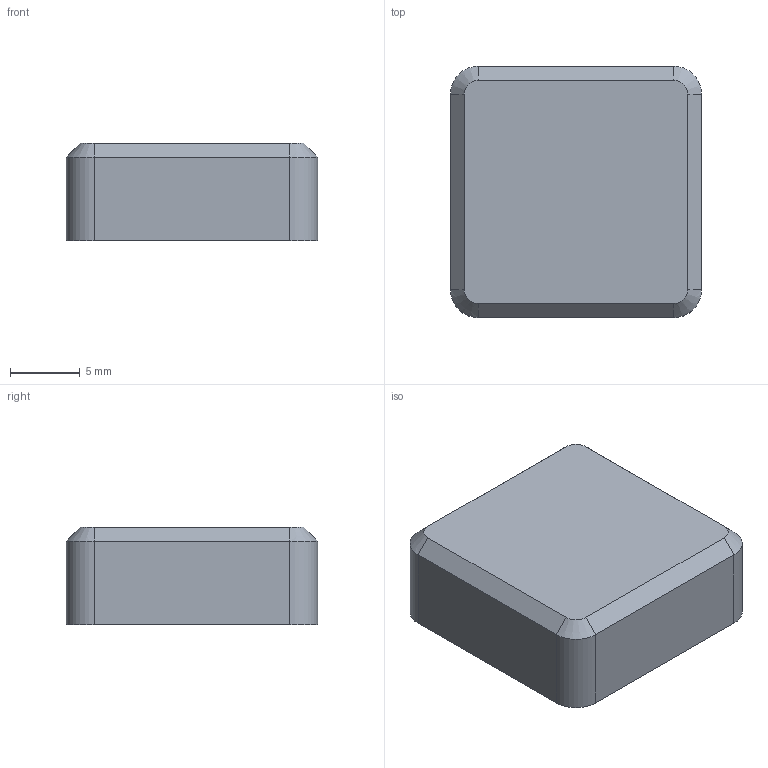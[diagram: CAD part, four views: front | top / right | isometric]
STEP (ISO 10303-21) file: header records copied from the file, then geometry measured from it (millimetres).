
FILE_DESCRIPTION(/* description */ (''),/* implementation_level */ '2;1');
FILE_NAME(/* name */ 'Keycap blank.step',/* time_stamp */ '2023-04-15T15:32:39+02:00',/* author */ (''),/* organization */ (''),/* preprocessor_version */ 'ST-DEVELOPER v19.2',/* originating_system */ 'Autodesk Translation Framework v12.4.0.73',/* authorisation */ '');
FILE_SCHEMA (('AUTOMOTIVE_DESIGN { 1 0 10303 214 3 1 1 }'));
Length unit declared in the file: millimetre
Products named in the file (1): (Unsaved)
Bounding box: 18 x 18 x 7 mm (x, y, z)
Volume: 1227.5 mm3; surface area: 1492.8 mm2
Topology: 1 solids, 1 shells, 49 faces, 124 edges, 80 vertices
Faces by surface type: plane 33, cylinder 12, cone 4
Entity records: 1502 total; most frequent: CARTESIAN_POINT 254, DIRECTION 252, ORIENTED_EDGE 248, EDGE_CURVE 124, LINE 96, VECTOR 96, VERTEX_POINT 80, AXIS2_PLACEMENT_3D 78
